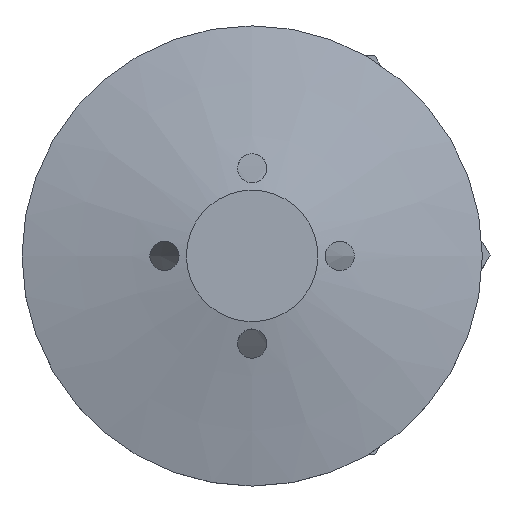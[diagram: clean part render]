
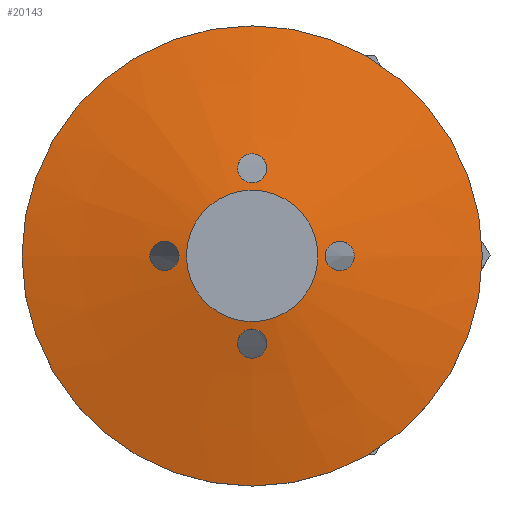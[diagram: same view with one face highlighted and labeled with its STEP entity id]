
A CAD part, top view. The second image highlights one B-rep face of the part: STEP entity #20143.
In plain terms, the highlighted conical face has half-angle 77.471 degrees and reference radius 18 mm.
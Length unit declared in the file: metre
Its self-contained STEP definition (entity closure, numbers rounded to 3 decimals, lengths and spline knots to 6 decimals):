
#420=CONICAL_SURFACE('',#23552,0.018,1.352);
#1282=CIRCLE('',#23551,0.063);
#1283=CIRCLE('',#23553,0.018);
#1941=B_SPLINE_CURVE_WITH_KNOTS('',3,(#31063,#31064,#31065,#31066,#31067,
#31068,#31069,#31070,#31071,#31072,#31073),.UNSPECIFIED.,.T.,.F.,(1,1,1,
1,1,1,1,1,1,1,1,1,1,1,1),(-0.009495,-0.00633,-0.003165,
0.,0.003165,0.00633,0.009495,
0.01266,0.015825,0.01899,0.022155,
0.02532,0.028485,0.03165,0.034815),
 .UNSPECIFIED.);
#1942=B_SPLINE_CURVE_WITH_KNOTS('',3,(#31075,#31076,#31077,#31078,#31079,
#31080,#31081,#31082,#31083,#31084,#31085),.UNSPECIFIED.,.T.,.F.,(1,1,1,
1,1,1,1,1,1,1,1,1,1,1,1),(-0.009491,-0.006327,-0.003164,
0.,0.003164,0.006327,0.009491,0.012655,
0.015818,0.018982,0.022146,0.025309,
0.028473,0.031637,0.0348),.UNSPECIFIED.);
#1943=B_SPLINE_CURVE_WITH_KNOTS('',3,(#31087,#31088,#31089,#31090,#31091,
#31092,#31093,#31094,#31095,#31096,#31097),.UNSPECIFIED.,.T.,.F.,(1,1,1,
1,1,1,1,1,1,1,1,1,1,1,1),(-0.009495,-0.00633,-0.003165,
0.,0.003165,0.00633,0.009495,0.012659,
0.015824,0.018989,0.022154,0.025319,
0.028484,0.031648,0.034813),.UNSPECIFIED.);
#1944=B_SPLINE_CURVE_WITH_KNOTS('',3,(#31099,#31100,#31101,#31102,#31103,
#31104,#31105,#31106,#31107,#31108,#31109),.UNSPECIFIED.,.T.,.F.,(1,1,1,
1,1,1,1,1,1,1,1,1,1,1,1),(-0.00949,-0.006327,-0.003163,
0.,0.003163,0.006327,0.00949,
0.012654,0.015817,0.018981,0.022144,
0.025308,0.028471,0.031635,0.034798),
 .UNSPECIFIED.);
#2545=ORIENTED_EDGE('',*,*,#7799,.T.);
#2546=ORIENTED_EDGE('',*,*,#7800,.T.);
#2547=ORIENTED_EDGE('',*,*,#7801,.T.);
#2548=ORIENTED_EDGE('',*,*,#7802,.T.);
#2549=ORIENTED_EDGE('',*,*,#7798,.F.);
#2550=ORIENTED_EDGE('',*,*,#7803,.T.);
#7798=EDGE_CURVE('',#10460,#10460,#1282,.T.);
#7799=EDGE_CURVE('',#10461,#10461,#1941,.T.);
#7800=EDGE_CURVE('',#10462,#10462,#1942,.T.);
#7801=EDGE_CURVE('',#10463,#10463,#1943,.T.);
#7802=EDGE_CURVE('',#10464,#10464,#1944,.T.);
#7803=EDGE_CURVE('',#10465,#10465,#1283,.T.);
#10460=VERTEX_POINT('',#31061);
#10461=VERTEX_POINT('',#31074);
#10462=VERTEX_POINT('',#31086);
#10463=VERTEX_POINT('',#31098);
#10464=VERTEX_POINT('',#31110);
#10465=VERTEX_POINT('',#31112);
#16141=EDGE_LOOP('',(#2545));
#16142=EDGE_LOOP('',(#2546));
#16143=EDGE_LOOP('',(#2547));
#16144=EDGE_LOOP('',(#2548));
#16145=EDGE_LOOP('',(#2549));
#16146=EDGE_LOOP('',(#2550));
#17984=FACE_BOUND('',#16141,.T.);
#17985=FACE_BOUND('',#16142,.T.);
#17986=FACE_BOUND('',#16143,.T.);
#17987=FACE_BOUND('',#16144,.T.);
#17988=FACE_BOUND('',#16145,.T.);
#17989=FACE_BOUND('',#16146,.T.);
#20143=ADVANCED_FACE('',(#17984,#17985,#17986,#17987,#17988,#17989),#420,
 .T.);
#23551=AXIS2_PLACEMENT_3D('',#31060,#25607,#25608);
#23552=AXIS2_PLACEMENT_3D('',#31062,#25609,#25610);
#23553=AXIS2_PLACEMENT_3D('',#31111,#25611,#25612);
#25607=DIRECTION('',(0.,0.,-1.));
#25608=DIRECTION('',(-1.,0.,0.));
#25609=DIRECTION('',(0.,0.,-1.));
#25610=DIRECTION('',(-1.,0.,0.));
#25611=DIRECTION('',(0.,0.,-1.));
#25612=DIRECTION('',(-1.,0.,0.));
#31060=CARTESIAN_POINT('',(0.,0.,0.086));
#31061=CARTESIAN_POINT('',(-0.063,0.,0.086));
#31062=CARTESIAN_POINT('',(0.,0.,0.096));
#31063=CARTESIAN_POINT('',(0.024055,-0.004419,0.094564));
#31064=CARTESIAN_POINT('',(0.020941,-0.003205,0.095298));
#31065=CARTESIAN_POINT('',(0.019554,-0.000069,0.095678));
#31066=CARTESIAN_POINT('',(0.020844,0.00311,0.095324));
#31067=CARTESIAN_POINT('',(0.02392,0.004418,0.094593));
#31068=CARTESIAN_POINT('',(0.027054,0.003214,0.093955));
#31069=CARTESIAN_POINT('',(0.028447,0.000076,0.093694));
#31070=CARTESIAN_POINT('',(0.027156,-0.003118,0.093935));
#31071=CARTESIAN_POINT('',(0.024055,-0.004419,0.094564));
#31072=CARTESIAN_POINT('',(0.020941,-0.003205,0.095298));
#31073=CARTESIAN_POINT('',(0.019554,-0.000069,0.095678));
#31074=CARTESIAN_POINT('',(0.021229,-0.002885,0.095239));
#31075=CARTESIAN_POINT('',(-0.00008,-0.028448,0.093694));
#31076=CARTESIAN_POINT('',(-0.003226,-0.027045,0.093957));
#31077=CARTESIAN_POINT('',(-0.004417,-0.023901,0.094597));
#31078=CARTESIAN_POINT('',(-0.003102,-0.020838,0.095325));
#31079=CARTESIAN_POINT('',(0.000078,-0.019553,0.095678));
#31080=CARTESIAN_POINT('',(0.003216,-0.020953,0.095295));
#31081=CARTESIAN_POINT('',(0.004417,-0.024063,0.094562));
#31082=CARTESIAN_POINT('',(0.003113,-0.02716,0.093935));
#31083=CARTESIAN_POINT('',(-0.00008,-0.028448,0.093694));
#31084=CARTESIAN_POINT('',(-0.003226,-0.027045,0.093957));
#31085=CARTESIAN_POINT('',(-0.004417,-0.023901,0.094597));
#31086=CARTESIAN_POINT('',(-0.0029,-0.026755,0.09402));
#31087=CARTESIAN_POINT('',(-0.023899,-0.004417,0.094598));
#31088=CARTESIAN_POINT('',(-0.027046,-0.003225,0.093956));
#31089=CARTESIAN_POINT('',(-0.028446,-0.000084,0.093694));
#31090=CARTESIAN_POINT('',(-0.027167,0.003106,0.093933));
#31091=CARTESIAN_POINT('',(-0.024065,0.004419,0.094562));
#31092=CARTESIAN_POINT('',(-0.020956,0.003215,0.095295));
#31093=CARTESIAN_POINT('',(-0.019554,0.000093,0.095678));
#31094=CARTESIAN_POINT('',(-0.020833,-0.003099,0.095327));
#31095=CARTESIAN_POINT('',(-0.023899,-0.004417,0.094598));
#31096=CARTESIAN_POINT('',(-0.027046,-0.003225,0.093956));
#31097=CARTESIAN_POINT('',(-0.028446,-0.000084,0.093694));
#31098=CARTESIAN_POINT('',(-0.026755,-0.0029,0.09402));
#31099=CARTESIAN_POINT('',(-0.000063,0.019552,0.095678));
#31100=CARTESIAN_POINT('',(-0.003207,0.020943,0.095298));
#31101=CARTESIAN_POINT('',(-0.004418,0.024052,0.094565));
#31102=CARTESIAN_POINT('',(-0.003121,0.027151,0.093936));
#31103=CARTESIAN_POINT('',(0.000063,0.028447,0.093694));
#31104=CARTESIAN_POINT('',(0.003214,0.027057,0.093954));
#31105=CARTESIAN_POINT('',(0.004417,0.023922,0.094593));
#31106=CARTESIAN_POINT('',(0.003116,0.020851,0.095322));
#31107=CARTESIAN_POINT('',(-0.000063,0.019552,0.095678));
#31108=CARTESIAN_POINT('',(-0.003207,0.020943,0.095298));
#31109=CARTESIAN_POINT('',(-0.004418,0.024052,0.094565));
#31110=CARTESIAN_POINT('',(-0.002885,0.021229,0.095239));
#31111=CARTESIAN_POINT('',(0.,0.,0.096));
#31112=CARTESIAN_POINT('',(-0.018,0.,0.096));
